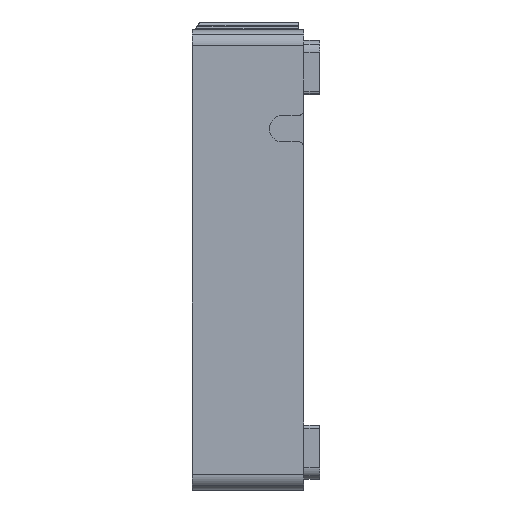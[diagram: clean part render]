
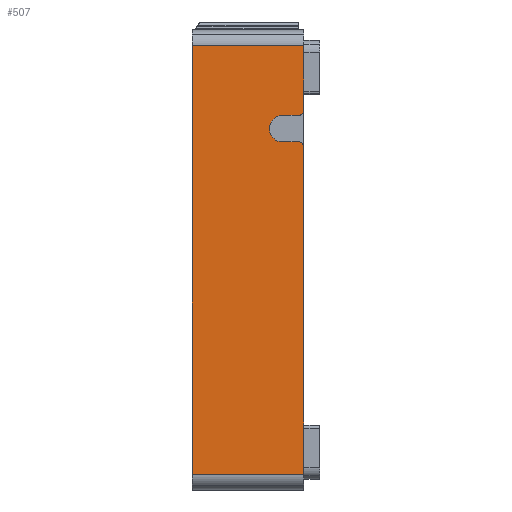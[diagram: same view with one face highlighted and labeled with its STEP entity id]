
A CAD part, left-side view. The second image highlights one B-rep face of the part: STEP entity #507.
In plain terms, the highlighted planar face has unit normal (-1, 0, 0).
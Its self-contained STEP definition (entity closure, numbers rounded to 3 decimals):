
#507=ADVANCED_FACE('0:1019',(#1499),#1500,.T.);
#1499=FACE_OUTER_BOUND('',#13266,.T.);
#1500=PLANE('',#13267);
#13266=EDGE_LOOP('',(#18072,#18073,#18074,#18075,#18076,#18077,#18078,#18079,#18080,#18081,#18082,#18083));
#13267=AXIS2_PLACEMENT_3D('',#18084,#18085,#18086);
#18072=ORIENTED_EDGE('',*,*,#19932,.F.);
#18073=ORIENTED_EDGE('',*,*,#19930,.F.);
#18074=ORIENTED_EDGE('',*,*,#19123,.F.);
#18075=ORIENTED_EDGE('',*,*,#19927,.F.);
#18076=ORIENTED_EDGE('',*,*,#20199,.T.);
#18077=ORIENTED_EDGE('',*,*,#18952,.F.);
#18078=ORIENTED_EDGE('',*,*,#20063,.F.);
#18079=ORIENTED_EDGE('',*,*,#20198,.F.);
#18080=ORIENTED_EDGE('',*,*,#20200,.T.);
#18081=ORIENTED_EDGE('',*,*,#19119,.F.);
#18082=ORIENTED_EDGE('',*,*,#19938,.F.);
#18083=ORIENTED_EDGE('',*,*,#19934,.F.);
#18084=CARTESIAN_POINT('',(-4.3,0.1,39.25));
#18085=DIRECTION('',(-1.0,-0.0,0.0));
#18086=DIRECTION('',(0.0,-0.0,-1.0));
#18952=EDGE_CURVE('0:4151',#20530,#20532,#20533,.T.);
#19119=EDGE_CURVE('0:3248',#20855,#20858,#20859,.T.);
#19123=EDGE_CURVE('0:3209',#20863,#20866,#20867,.T.);
#19927=EDGE_CURVE('0:3209',#22196,#20863,#22198,.T.);
#19930=EDGE_CURVE('0:3227',#20866,#22200,#22203,.F.);
#19932=EDGE_CURVE('0:3233',#22200,#22206,#22207,.T.);
#19934=EDGE_CURVE('0:3239',#22206,#22209,#22210,.T.);
#19938=EDGE_CURVE('0:3248',#22209,#20855,#22215,.T.);
#20063=EDGE_CURVE('0:3719',#22386,#20530,#22388,.F.);
#20198=EDGE_CURVE('0:4178',#22578,#22386,#22580,.T.);
#20199=EDGE_CURVE('0:4181',#22196,#20532,#22581,.F.);
#20200=EDGE_CURVE('0:4184',#22578,#20858,#22582,.F.);
#20530=VERTEX_POINT('',#23019);
#20532=VERTEX_POINT('',#23021);
#20533=LINE('',#23022,#23023);
#20855=VERTEX_POINT('',#23644);
#20858=VERTEX_POINT('',#23648);
#20859=CIRCLE('',#23649,1.0);
#20863=VERTEX_POINT('',#23654);
#20866=VERTEX_POINT('',#23658);
#20867=CIRCLE('',#23659,1.0);
#22196=VERTEX_POINT('',#26740);
#22198=CIRCLE('',#26743,1.0);
#22200=VERTEX_POINT('',#26745);
#22203=LINE('',#26750,#26751);
#22206=VERTEX_POINT('',#26754);
#22207=CIRCLE('',#26755,2.5);
#22209=VERTEX_POINT('',#26758);
#22210=LINE('',#26759,#26760);
#22215=CIRCLE('',#26767,1.0);
#22386=VERTEX_POINT('',#27253);
#22388=LINE('',#27255,#27256);
#22578=VERTEX_POINT('',#27614);
#22580=LINE('',#27616,#27617);
#22581=LINE('',#27618,#27619);
#22582=LINE('',#27620,#27621);
#23019=CARTESIAN_POINT('',(-4.3,3.1,79.8));
#23021=CARTESIAN_POINT('',(-4.3,-17.96,79.8));
#23022=CARTESIAN_POINT('',(-4.3,0.1,79.8));
#23023=VECTOR('',#28075,1.0);
#23644=CARTESIAN_POINT('',(-4.3,-17.667,61.309));
#23648=CARTESIAN_POINT('',(-4.3,-17.96,60.602));
#23649=AXIS2_PLACEMENT_3D('',#28366,#28367,#28368);
#23654=CARTESIAN_POINT('',(-4.3,-17.667,66.894));
#23658=CARTESIAN_POINT('',(-4.3,-16.96,66.602));
#23659=AXIS2_PLACEMENT_3D('',#28374,#28375,#28376);
#26740=CARTESIAN_POINT('',(-4.3,-17.96,67.602));
#26743=AXIS2_PLACEMENT_3D('',#29284,#29285,#29286);
#26745=CARTESIAN_POINT('',(-4.3,-13.946,66.602));
#26750=CARTESIAN_POINT('',(-4.3,-8.43,66.602));
#26751=VECTOR('',#29289,1.0);
#26754=CARTESIAN_POINT('',(-4.3,-13.946,61.602));
#26755=AXIS2_PLACEMENT_3D('',#29293,#29294,#29295);
#26758=CARTESIAN_POINT('',(-4.3,-16.96,61.602));
#26759=CARTESIAN_POINT('',(-4.3,-8.43,61.602));
#26760=VECTOR('',#29297,1.0);
#26767=AXIS2_PLACEMENT_3D('',#29303,#29304,#29305);
#27253=CARTESIAN_POINT('',(-4.3,3.1,-1.3));
#27255=CARTESIAN_POINT('',(-4.3,3.1,39.25));
#27256=VECTOR('',#29510,1.0);
#27614=CARTESIAN_POINT('',(-4.3,-17.96,-1.3));
#27616=CARTESIAN_POINT('',(-4.3,0.1,-1.3));
#27617=VECTOR('',#29785,1.0);
#27618=CARTESIAN_POINT('',(-4.3,-17.96,27.188));
#27619=VECTOR('',#29786,1.0);
#27620=CARTESIAN_POINT('',(-4.3,-17.96,27.188));
#27621=VECTOR('',#29787,1.0);
#28075=DIRECTION('',(0.0,-1.0,0.0));
#28366=CARTESIAN_POINT('',(-4.3,-16.96,60.602));
#28367=DIRECTION('',(1.0,0.0,0.0));
#28368=DIRECTION('',(0.0,-0.707,0.707));
#28374=CARTESIAN_POINT('',(-4.3,-16.96,67.602));
#28375=DIRECTION('',(1.0,0.0,0.0));
#28376=DIRECTION('',(0.0,-0.707,-0.707));
#29284=CARTESIAN_POINT('',(-4.3,-16.96,67.602));
#29285=DIRECTION('',(1.0,0.0,0.0));
#29286=DIRECTION('',(0.0,-0.707,-0.707));
#29289=DIRECTION('',(0.0,-1.0,0.0));
#29293=CARTESIAN_POINT('',(-4.3,-13.946,64.102));
#29294=DIRECTION('',(-1.0,0.0,0.0));
#29295=DIRECTION('',(0.0,0.0,-1.0));
#29297=DIRECTION('',(0.0,-1.0,0.0));
#29303=CARTESIAN_POINT('',(-4.3,-16.96,60.602));
#29304=DIRECTION('',(1.0,0.0,0.0));
#29305=DIRECTION('',(0.0,-0.707,0.707));
#29510=DIRECTION('',(0.0,0.0,-1.0));
#29785=DIRECTION('',(0.0,1.0,0.0));
#29786=DIRECTION('',(-0.0,-0.0,-1.0));
#29787=DIRECTION('',(-0.0,-0.0,-1.0));
